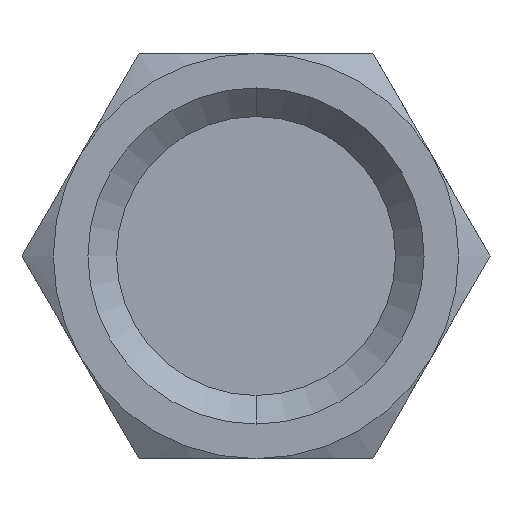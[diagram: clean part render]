
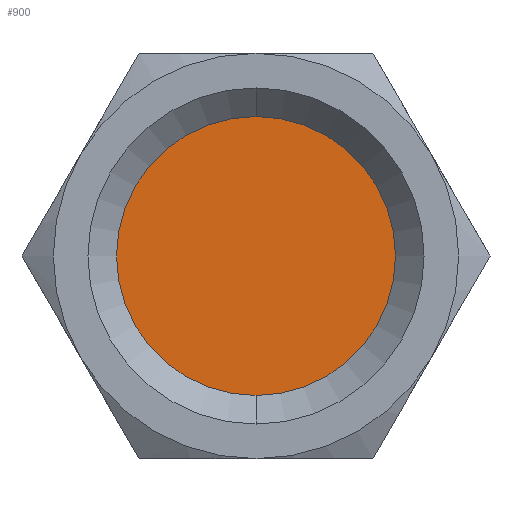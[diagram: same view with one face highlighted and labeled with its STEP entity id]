
A CAD part, front view. The second image highlights one B-rep face of the part: STEP entity #900.
In plain terms, the highlighted planar face has unit normal (0, -1, 0).
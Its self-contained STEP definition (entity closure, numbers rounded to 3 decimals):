
#101 = CIRCLE ( 'NONE', #2191, 5.85 ) ;
#171 = CIRCLE ( 'NONE', #2212, 5.85 ) ;
#232 = ORIENTED_EDGE ( 'NONE', *, *, #1064, .F. ) ;
#233 = ORIENTED_EDGE ( 'NONE', *, *, #1150, .F. ) ;
#253 = VERTEX_POINT ( 'NONE', #861 ) ;
#264 = VERTEX_POINT ( 'NONE', #872 ) ;
#308 = FACE_OUTER_BOUND ( 'NONE', #1687, .T. ) ;
#610 = PLANE ( 'NONE',  #2022 ) ;
#629 = CARTESIAN_POINT ( 'NONE',  ( 0., 1.935, 0. ) ) ;
#630 = DIRECTION ( 'NONE',  ( 0., -1., 0. ) ) ;
#631 = DIRECTION ( 'NONE',  ( 0., 0., -1. ) ) ;
#861 = CARTESIAN_POINT ( 'NONE',  ( 0., 1.935, -5.85 ) ) ;
#872 = CARTESIAN_POINT ( 'NONE',  ( 0., 1.935, 5.85 ) ) ;
#900 = ADVANCED_FACE ( 'NONE', ( #308 ), #610, .T. ) ;
#1064 = EDGE_CURVE ( 'NONE', #264, #253, #101, .T. ) ;
#1150 = EDGE_CURVE ( 'NONE', #253, #264, #171, .T. ) ;
#1337 = CARTESIAN_POINT ( 'NONE',  ( 0., 1.935, 0. ) ) ;
#1338 = DIRECTION ( 'NONE',  ( 0., 1., 0. ) ) ;
#1339 = DIRECTION ( 'NONE',  ( 0., 0., -1. ) ) ;
#1687 = EDGE_LOOP ( 'NONE', ( #233, #232 ) ) ;
#2022 = AXIS2_PLACEMENT_3D ( 'NONE', #629, #630, #631 ) ;
#2191 = AXIS2_PLACEMENT_3D ( 'NONE', #2442, #2443, #2444 ) ;
#2212 = AXIS2_PLACEMENT_3D ( 'NONE', #1337, #1338, #1339 ) ;
#2442 = CARTESIAN_POINT ( 'NONE',  ( 0., 1.935, 0. ) ) ;
#2443 = DIRECTION ( 'NONE',  ( 0., 1., 0. ) ) ;
#2444 = DIRECTION ( 'NONE',  ( 0., 0., -1. ) ) ;
